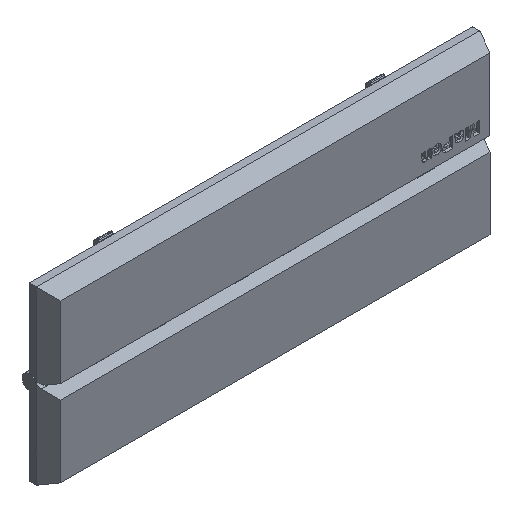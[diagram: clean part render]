
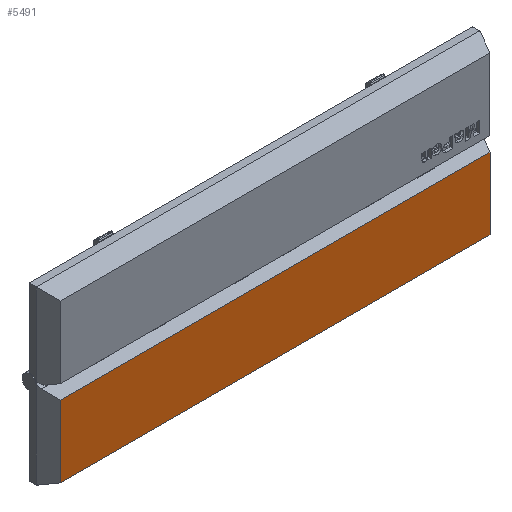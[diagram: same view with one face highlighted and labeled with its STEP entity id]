
A CAD part, isometric view. The second image highlights one B-rep face of the part: STEP entity #5491.
In plain terms, the highlighted planar face has unit normal (0, -1, 0).
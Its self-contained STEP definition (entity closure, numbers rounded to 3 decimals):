
#202 = CARTESIAN_POINT ( 'NONE',  ( 75., 1.5, 12.5 ) ) ;
#429 = DIRECTION ( 'NONE',  ( -1., 0., 0. ) ) ;
#733 = LINE ( 'NONE', #13087, #9340 ) ;
#914 = EDGE_LOOP ( 'NONE', ( #1901, #4820, #10313, #5027 ) ) ;
#1901 = ORIENTED_EDGE ( 'NONE', *, *, #1902, .F. ) ;
#1902 = EDGE_CURVE ( 'NONE', #2492, #2585, #733, .T. ) ;
#1972 = DIRECTION ( 'NONE',  ( 0., 0., -1. ) ) ;
#2492 = VERTEX_POINT ( 'NONE', #202 ) ;
#2585 = VERTEX_POINT ( 'NONE', #14423 ) ;
#2926 = CARTESIAN_POINT ( 'NONE',  ( -75., 1.5, 12.5 ) ) ;
#2953 = LINE ( 'NONE', #10654, #6817 ) ;
#3410 = VECTOR ( 'NONE', #3547, 1000. ) ;
#3501 = EDGE_CURVE ( 'NONE', #2492, #11372, #6013, .T. ) ;
#3547 = DIRECTION ( 'NONE',  ( 0., 0., -1. ) ) ;
#4432 = EDGE_CURVE ( 'NONE', #2585, #7932, #2953, .T. ) ;
#4820 = ORIENTED_EDGE ( 'NONE', *, *, #3501, .T. ) ;
#5027 = ORIENTED_EDGE ( 'NONE', *, *, #4432, .F. ) ;
#5491 = ADVANCED_FACE ( 'NONE', ( #13979 ), #6127, .F. ) ;
#5615 = VECTOR ( 'NONE', #429, 1000. ) ;
#6013 = LINE ( 'NONE', #14092, #5615 ) ;
#6127 = PLANE ( 'NONE',  #6196 ) ;
#6196 = AXIS2_PLACEMENT_3D ( 'NONE', #7368, #12817, #7224 ) ;
#6817 = VECTOR ( 'NONE', #8327, 1000. ) ;
#7224 = DIRECTION ( 'NONE',  ( 0., 0., 1. ) ) ;
#7368 = CARTESIAN_POINT ( 'NONE',  ( 0., 1.5, 0. ) ) ;
#7932 = VERTEX_POINT ( 'NONE', #14386 ) ;
#8327 = DIRECTION ( 'NONE',  ( -1., 0., 0. ) ) ;
#8729 = EDGE_CURVE ( 'NONE', #11372, #7932, #9132, .T. ) ;
#9132 = LINE ( 'NONE', #12324, #3410 ) ;
#9340 = VECTOR ( 'NONE', #1972, 1000. ) ;
#10313 = ORIENTED_EDGE ( 'NONE', *, *, #8729, .T. ) ;
#10654 = CARTESIAN_POINT ( 'NONE',  ( 77.5, 1.5, -12.5 ) ) ;
#11372 = VERTEX_POINT ( 'NONE', #2926 ) ;
#12324 = CARTESIAN_POINT ( 'NONE',  ( -75., 1.5, 17.5 ) ) ;
#12817 = DIRECTION ( 'NONE',  ( 0., 1., 0. ) ) ;
#13087 = CARTESIAN_POINT ( 'NONE',  ( 75., 1.5, 17.5 ) ) ;
#13979 = FACE_OUTER_BOUND ( 'NONE', #914, .T. ) ;
#14092 = CARTESIAN_POINT ( 'NONE',  ( 77.5, 1.5, 12.5 ) ) ;
#14386 = CARTESIAN_POINT ( 'NONE',  ( -75., 1.5, -12.5 ) ) ;
#14423 = CARTESIAN_POINT ( 'NONE',  ( 75., 1.5, -12.5 ) ) ;
